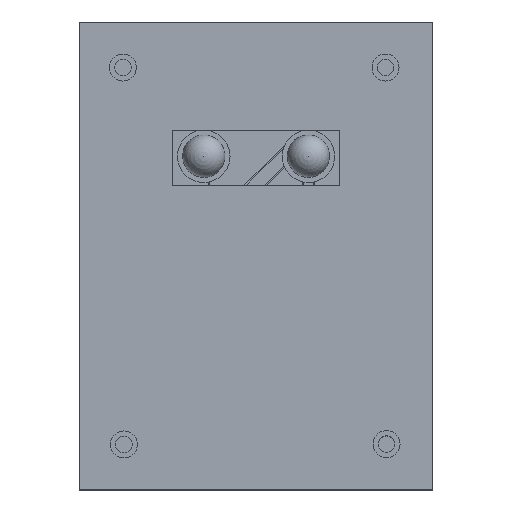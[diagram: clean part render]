
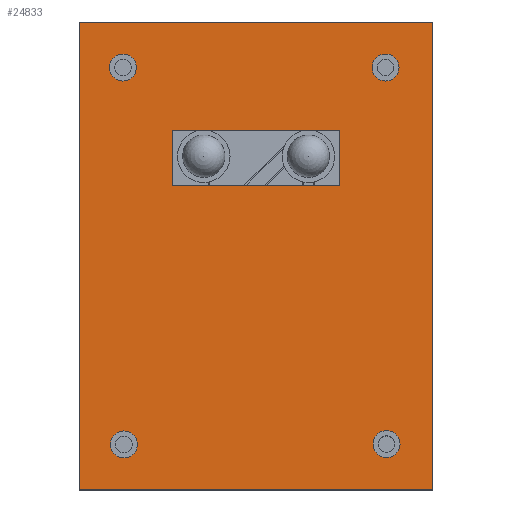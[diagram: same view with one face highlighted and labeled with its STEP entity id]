
A CAD part, top view. The second image highlights one B-rep face of the part: STEP entity #24833.
In plain terms, the highlighted planar face has unit normal (0, 0, 1).
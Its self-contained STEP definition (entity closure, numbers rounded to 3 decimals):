
#879=FACE_BOUND('',#4791,.T.);
#880=FACE_BOUND('',#4792,.T.);
#881=FACE_BOUND('',#4793,.T.);
#882=FACE_BOUND('',#4794,.T.);
#883=FACE_BOUND('',#4795,.T.);
#1815=PLANE('',#27086);
#3223=FACE_OUTER_BOUND('',#4790,.T.);
#4790=EDGE_LOOP('',(#23032,#23033,#23034,#23035));
#4791=EDGE_LOOP('',(#23036));
#4792=EDGE_LOOP('',(#23037));
#4793=EDGE_LOOP('',(#23038));
#4794=EDGE_LOOP('',(#23039));
#4795=EDGE_LOOP('',(#23040,#23041,#23042,#23043));
#7365=LINE('',#40926,#9975);
#7370=LINE('',#40935,#9980);
#7393=LINE('',#41018,#10003);
#7395=LINE('',#41021,#10005);
#7398=LINE('',#41029,#10008);
#7401=LINE('',#41035,#10011);
#7404=LINE('',#41041,#10014);
#7407=LINE('',#41045,#10017);
#9975=VECTOR('',#33909,10.);
#9980=VECTOR('',#33916,10.);
#10003=VECTOR('',#34007,10.);
#10005=VECTOR('',#34011,10.);
#10008=VECTOR('',#34016,10.);
#10011=VECTOR('',#34021,10.);
#10014=VECTOR('',#34026,10.);
#10017=VECTOR('',#34031,10.);
#10765=CIRCLE('',#27048,1.312);
#10768=CIRCLE('',#27053,1.312);
#10771=CIRCLE('',#27058,1.312);
#10774=CIRCLE('',#27063,1.312);
#12893=VERTEX_POINT('',#40922);
#12895=VERTEX_POINT('',#40925);
#12898=VERTEX_POINT('',#40933);
#12899=VERTEX_POINT('',#40937);
#12902=VERTEX_POINT('',#40946);
#12905=VERTEX_POINT('',#40955);
#12908=VERTEX_POINT('',#40964);
#12924=VERTEX_POINT('',#41017);
#12927=VERTEX_POINT('',#41026);
#12928=VERTEX_POINT('',#41028);
#12930=VERTEX_POINT('',#41034);
#12932=VERTEX_POINT('',#41040);
#16247=EDGE_CURVE('',#12893,#12895,#7365,.T.);
#16252=EDGE_CURVE('',#12898,#12893,#7370,.T.);
#16253=EDGE_CURVE('',#12899,#12899,#10765,.T.);
#16257=EDGE_CURVE('',#12902,#12902,#10768,.T.);
#16261=EDGE_CURVE('',#12905,#12905,#10771,.T.);
#16265=EDGE_CURVE('',#12908,#12908,#10774,.T.);
#16291=EDGE_CURVE('',#12895,#12924,#7393,.T.);
#16293=EDGE_CURVE('',#12924,#12898,#7395,.T.);
#16296=EDGE_CURVE('',#12928,#12927,#7398,.T.);
#16299=EDGE_CURVE('',#12930,#12928,#7401,.T.);
#16302=EDGE_CURVE('',#12932,#12930,#7404,.T.);
#16305=EDGE_CURVE('',#12927,#12932,#7407,.T.);
#23032=ORIENTED_EDGE('',*,*,#16305,.T.);
#23033=ORIENTED_EDGE('',*,*,#16302,.T.);
#23034=ORIENTED_EDGE('',*,*,#16299,.T.);
#23035=ORIENTED_EDGE('',*,*,#16296,.T.);
#23036=ORIENTED_EDGE('',*,*,#16253,.T.);
#23037=ORIENTED_EDGE('',*,*,#16257,.T.);
#23038=ORIENTED_EDGE('',*,*,#16261,.T.);
#23039=ORIENTED_EDGE('',*,*,#16265,.T.);
#23040=ORIENTED_EDGE('',*,*,#16252,.F.);
#23041=ORIENTED_EDGE('',*,*,#16293,.F.);
#23042=ORIENTED_EDGE('',*,*,#16291,.F.);
#23043=ORIENTED_EDGE('',*,*,#16247,.F.);
#24833=ADVANCED_FACE('',(#3223,#879,#880,#881,#882,#883),#1815,.T.);
#27048=AXIS2_PLACEMENT_3D('',#40938,#33919,#33920);
#27053=AXIS2_PLACEMENT_3D('',#40947,#33930,#33931);
#27058=AXIS2_PLACEMENT_3D('',#40956,#33941,#33942);
#27063=AXIS2_PLACEMENT_3D('',#40965,#33952,#33953);
#27086=AXIS2_PLACEMENT_3D('',#41046,#34032,#34033);
#33909=DIRECTION('',(-1.,0.,0.));
#33916=DIRECTION('',(0.,1.,0.));
#33919=DIRECTION('center_axis',(0.,0.,-1.));
#33920=DIRECTION('ref_axis',(-1.,0.,0.));
#33930=DIRECTION('center_axis',(0.,0.,-1.));
#33931=DIRECTION('ref_axis',(-1.,0.,0.));
#33941=DIRECTION('center_axis',(0.,0.,-1.));
#33942=DIRECTION('ref_axis',(-1.,0.,0.));
#33952=DIRECTION('center_axis',(0.,0.,-1.));
#33953=DIRECTION('ref_axis',(-1.,0.,0.));
#34007=DIRECTION('',(0.,-1.,0.));
#34011=DIRECTION('',(1.,0.,0.));
#34016=DIRECTION('',(-1.,0.,0.));
#34021=DIRECTION('',(0.,1.,0.));
#34026=DIRECTION('',(1.,0.,0.));
#34031=DIRECTION('',(0.,-1.,0.));
#34032=DIRECTION('center_axis',(0.,0.,1.));
#34033=DIRECTION('ref_axis',(1.,0.,0.));
#40922=CARTESIAN_POINT('',(19.57,27.92,11.92));
#40925=CARTESIAN_POINT('',(3.27,27.92,11.92));
#40926=CARTESIAN_POINT('',(-3.73,27.92,11.92));
#40933=CARTESIAN_POINT('',(19.57,22.5,11.92));
#40935=CARTESIAN_POINT('',(19.57,36.42,11.92));
#40937=CARTESIAN_POINT('',(25.312,34.,11.92));
#40938=CARTESIAN_POINT('Origin',(24.,34.,11.92));
#40946=CARTESIAN_POINT('',(25.407,-2.577,11.92));
#40947=CARTESIAN_POINT('Origin',(24.096,-2.577,11.92));
#40955=CARTESIAN_POINT('',(-0.189,34.,11.92));
#40956=CARTESIAN_POINT('Origin',(-1.5,34.,11.92));
#40964=CARTESIAN_POINT('',(-0.104,-2.607,11.92));
#40965=CARTESIAN_POINT('Origin',(-1.415,-2.607,11.92));
#41017=CARTESIAN_POINT('',(3.27,22.5,11.92));
#41018=CARTESIAN_POINT('',(3.27,-5.,11.92));
#41021=CARTESIAN_POINT('',(26.57,22.5,11.92));
#41026=CARTESIAN_POINT('',(-5.73,38.42,11.92));
#41028=CARTESIAN_POINT('',(28.57,38.42,11.92));
#41029=CARTESIAN_POINT('',(-5.73,38.42,11.92));
#41034=CARTESIAN_POINT('',(28.57,-7.,11.92));
#41035=CARTESIAN_POINT('',(28.57,38.42,11.92));
#41040=CARTESIAN_POINT('',(-5.73,-7.,11.92));
#41041=CARTESIAN_POINT('',(28.57,-7.,11.92));
#41045=CARTESIAN_POINT('',(-5.73,-7.,11.92));
#41046=CARTESIAN_POINT('Origin',(11.42,15.71,11.92));
